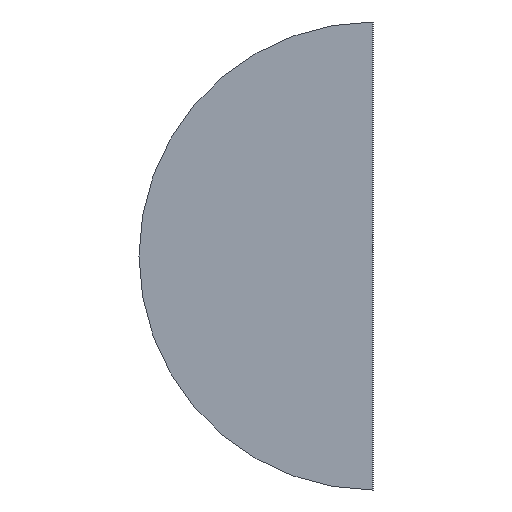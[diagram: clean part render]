
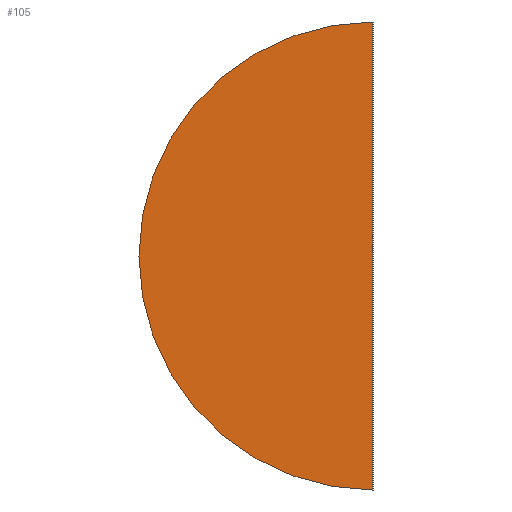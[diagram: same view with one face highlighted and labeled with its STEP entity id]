
A CAD part, left-side view. The second image highlights one B-rep face of the part: STEP entity #105.
In plain terms, the highlighted planar face has unit normal (-1, 0, 0).
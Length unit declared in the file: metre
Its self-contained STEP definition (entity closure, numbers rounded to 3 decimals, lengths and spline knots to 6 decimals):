
#13 = ORIENTED_EDGE ( 'NONE', *, *, #263, .F. ) ;
#28 = ORIENTED_EDGE ( 'NONE', *, *, #300, .T. ) ;
#34 = AXIS2_PLACEMENT_3D ( 'NONE', #214, #45, #71 ) ;
#41 = LINE ( 'NONE', #247, #188 ) ;
#45 = DIRECTION ( 'NONE',  ( 1., 0., 0. ) ) ;
#71 = DIRECTION ( 'NONE',  ( 0., 0., -1. ) ) ;
#105 = ADVANCED_FACE ( 'NONE', ( #191 ), #116, .F. ) ;
#107 = DIRECTION ( 'NONE',  ( 0., 0., 1. ) ) ;
#116 = PLANE ( 'NONE',  #184 ) ;
#184 = AXIS2_PLACEMENT_3D ( 'NONE', #354, #382, #193 ) ;
#188 = VECTOR ( 'NONE', #107, 1. ) ;
#191 = FACE_OUTER_BOUND ( 'NONE', #192, .T. ) ;
#192 = EDGE_LOOP ( 'NONE', ( #13, #28 ) ) ;
#193 = DIRECTION ( 'NONE',  ( 0., 0., -1. ) ) ;
#194 = CIRCLE ( 'NONE', #34, 1.232858 ) ;
#206 = CARTESIAN_POINT ( 'NONE',  ( -40., 0., 1.232858 ) ) ;
#214 = CARTESIAN_POINT ( 'NONE',  ( -40., 0., 0. ) ) ;
#247 = CARTESIAN_POINT ( 'NONE',  ( -40., 0., 2.080352 ) ) ;
#263 = EDGE_CURVE ( 'NONE', #312, #285, #194, .T. ) ;
#285 = VERTEX_POINT ( 'NONE', #206 ) ;
#300 = EDGE_CURVE ( 'NONE', #312, #285, #41, .T. ) ;
#312 = VERTEX_POINT ( 'NONE', #341 ) ;
#341 = CARTESIAN_POINT ( 'NONE',  ( -40., 0., -1.232858 ) ) ;
#354 = CARTESIAN_POINT ( 'NONE',  ( -40., 0., 0. ) ) ;
#382 = DIRECTION ( 'NONE',  ( 1., 0., 0. ) ) ;
